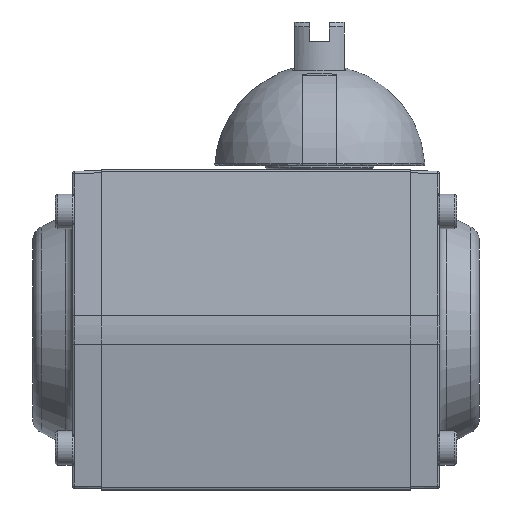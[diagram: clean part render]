
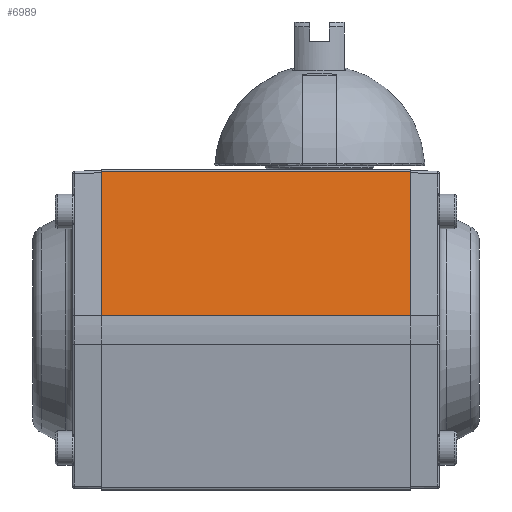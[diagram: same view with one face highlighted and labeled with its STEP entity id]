
A CAD part, left-side view. The second image highlights one B-rep face of the part: STEP entity #6989.
In plain terms, the highlighted planar face has unit normal (-0.994, 0, 0.112).
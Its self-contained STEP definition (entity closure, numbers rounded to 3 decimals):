
#366=LINE('',#10743,#878);
#430=LINE('',#11364,#942);
#432=LINE('',#11370,#944);
#433=LINE('',#11372,#945);
#878=VECTOR('',#8478,1000.);
#942=VECTOR('',#8738,1000.);
#944=VECTOR('',#8744,1000.);
#945=VECTOR('',#8745,1000.);
#1401=PLANE('',#7685);
#1734=ORIENTED_EDGE('',*,*,#3597,.F.);
#1735=ORIENTED_EDGE('',*,*,#3471,.T.);
#1736=ORIENTED_EDGE('',*,*,#3594,.T.);
#1737=ORIENTED_EDGE('',*,*,#3598,.F.);
#3471=EDGE_CURVE('',#5567,#5566,#366,.T.);
#3594=EDGE_CURVE('',#5566,#5674,#430,.T.);
#3597=EDGE_CURVE('',#5567,#5676,#432,.T.);
#3598=EDGE_CURVE('',#5676,#5674,#433,.T.);
#5102=EDGE_LOOP('',(#1734,#1735,#1736,#1737));
#5566=VERTEX_POINT('',#10742);
#5567=VERTEX_POINT('',#10744);
#5674=VERTEX_POINT('',#11365);
#5676=VERTEX_POINT('',#11371);
#6431=FACE_BOUND('',#5102,.T.);
#6989=ADVANCED_FACE('',(#6431),#1401,.T.);
#7685=AXIS2_PLACEMENT_3D('',#11369,#8742,#8743);
#8478=DIRECTION('',(0.112,0.,0.994));
#8738=DIRECTION('',(0.,1.,0.));
#8742=DIRECTION('',(-0.994,0.,0.112));
#8743=DIRECTION('',(0.112,0.,0.994));
#8744=DIRECTION('',(0.,1.,0.));
#8745=DIRECTION('',(0.112,0.,0.994));
#10742=CARTESIAN_POINT('',(-23.05,-18.4,32.056));
#10743=CARTESIAN_POINT('',(-23.,-18.4,32.5));
#10744=CARTESIAN_POINT('',(-26.333,-18.4,2.972));
#11364=CARTESIAN_POINT('',(-23.05,-44.1,32.056));
#11365=CARTESIAN_POINT('',(-23.05,44.1,32.056));
#11369=CARTESIAN_POINT('',(-23.,-44.1,32.5));
#11370=CARTESIAN_POINT('',(-26.333,-44.1,2.972));
#11371=CARTESIAN_POINT('',(-26.333,44.1,2.972));
#11372=CARTESIAN_POINT('',(-23.,44.1,32.5));
